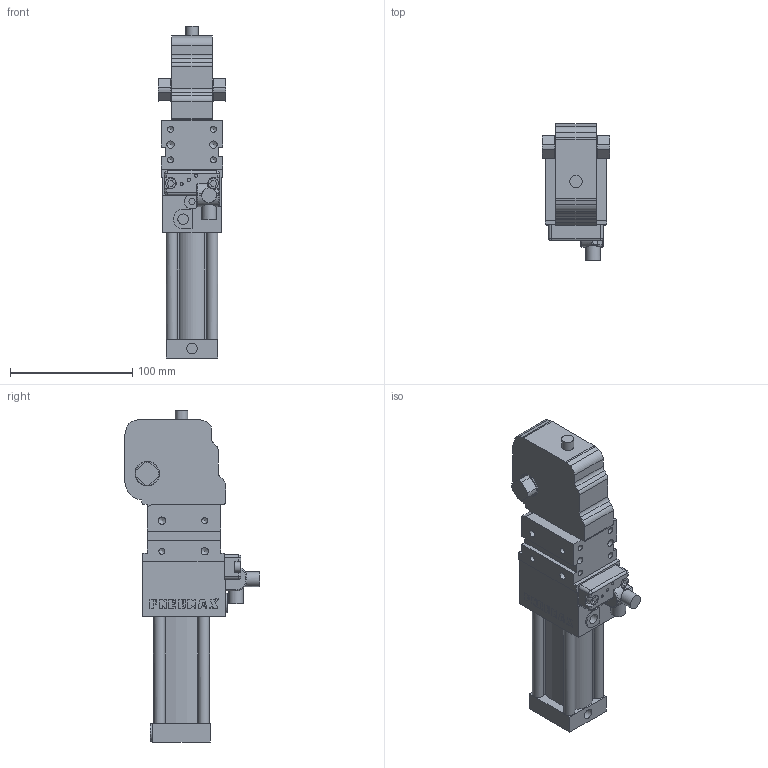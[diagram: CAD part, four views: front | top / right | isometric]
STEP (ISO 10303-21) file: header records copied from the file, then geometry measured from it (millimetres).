
FILE_DESCRIPTION(/* description */ (''),/* implementation_level */ '2;1');
FILE_NAME(/* name */ 'HE1P0EG###.stp',/* time_stamp */ '2016-02-10T14:30:08+01:00',/* author */ ('donadda1'),/* organization */ ('Pneumax S.p.A.'),/* preprocessor_version */ 'ST-DEVELOPER v15.2',/* originating_system */ 'Autodesk Inventor 2014',/* authorisation */ '');
FILE_SCHEMA (('AUTOMOTIVE_DESIGN { 1 0 10303 214 3 1 1 }'));
Length unit declared in the file: millimetre
Products named in the file (4): CHIUSURA 43; SENSOR_PNX; SENSOR_PNX_CONN_90°; HE1P0EG###
Bounding box: 55 x 111.17 x 271.5 mm (x, y, z)
Volume: 637250.1 mm3; surface area: 84958.5 mm2
Topology: 3 solids, 3 shells, 380 faces, 1076 edges, 748 vertices
Faces by surface type: plane 211, cylinder 126, cone 24, bspline 9, torus 8, sphere 2
Full cylindrical faces by diameter (mm): 4.134 x2, 4.917 x12, 5 x4, 5.489 x4, 6 x8, 8.5 x4, 8.566 x2, 10 x1, 12 x2, 14 x2, 18 x1, 20 x2
Entity records: 12264 total; most frequent: CARTESIAN_POINT 2348, DIRECTION 2088, ORIENTED_EDGE 1956, EDGE_CURVE 978, AXIS2_PLACEMENT_3D 747, VERTEX_POINT 718, LINE 594, VECTOR 594
